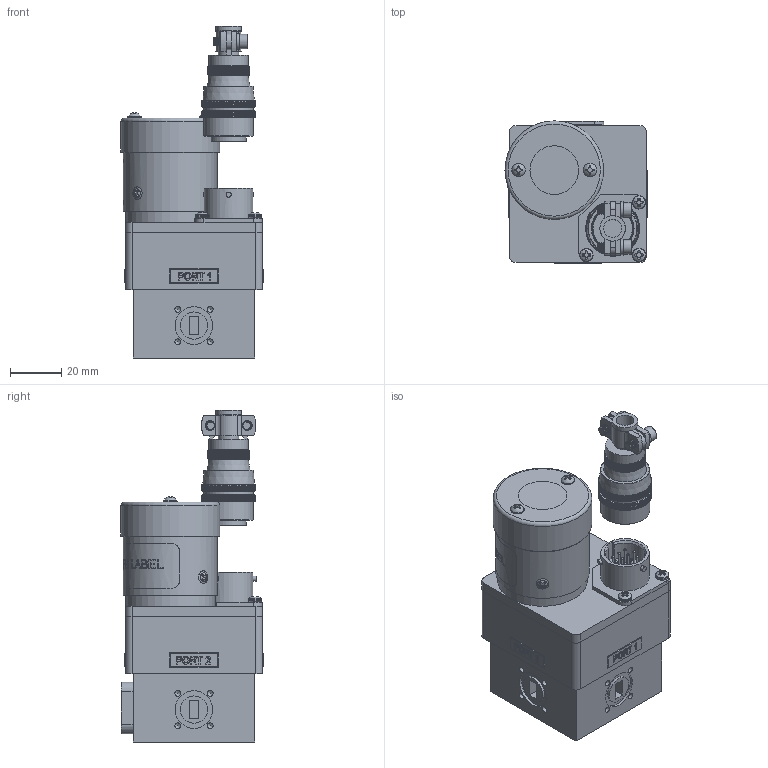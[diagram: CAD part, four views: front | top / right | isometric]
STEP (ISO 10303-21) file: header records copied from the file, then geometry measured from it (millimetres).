
FILE_DESCRIPTION (( 'STEP AP203' ), '1' );
FILE_NAME ('FMWGS6001_3D.step', '2021-06-18T17:13:28', ( '' ), ( '' ), 'SwSTEP 2.0', 'SolidWorks 2020', '' );
FILE_SCHEMA (( 'CONFIG_CONTROL_DESIGN' ));
Products named in the file (1): FMWGS6001_3D
Bounding box: 55.63 x 55.63 x 130.01 mm (x, y, z)
Volume: 192175.6 mm3; surface area: 33847.3 mm2
Topology: 3 solids, 17 shells, 7679 faces, 17368 edges, 9827 vertices
Faces by surface type: bspline 5515, cylinder 1462, plane 553, cone 110, sphere 27, torus 12
Full cylindrical faces by diameter (mm): 1.651 x10, 2.261 x12, 2.794 x8, 3.048 x2, 3.454 x4, 3.658 x3, 3.759 x2, 4.267 x4, 5.238 x3, 5.283 x2, 5.74 x2, 6.248 x2, 6.987 x1, 8.003 x1, 10.035 x1, 10.668 x3, 12.192 x1, 12.954 x1, 13.716 x1, 14.732 x3, 15.392 x1, 18.999 x1, 19.05 x2, 19.304 x2, 35.052 x1, 36.703 x1, 38.608 x1
Entity records: 277316 total; most frequent: CARTESIAN_POINT 167870, ORIENTED_EDGE 34232, EDGE_CURVE 17116, VERTEX_POINT 9742, EDGE_LOOP 7946, DIRECTION 7913, FACE_OUTER_BOUND 7763, ADVANCED_FACE 7671
